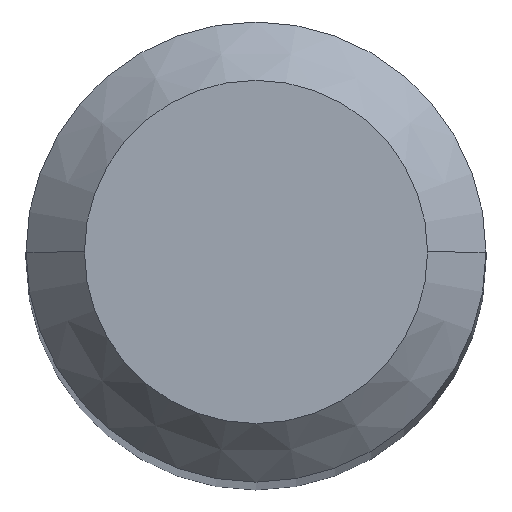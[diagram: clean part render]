
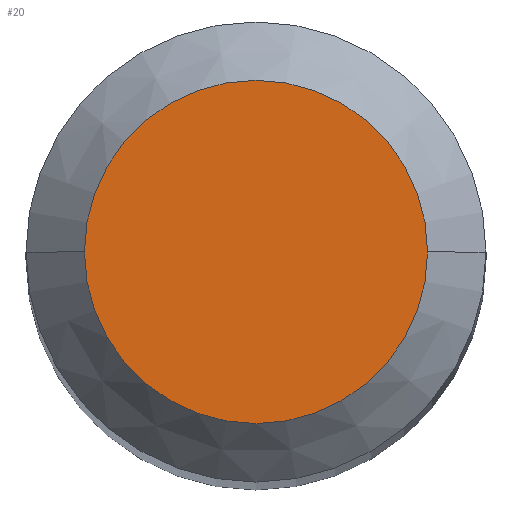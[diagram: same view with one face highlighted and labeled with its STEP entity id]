
A CAD part, top view. The second image highlights one B-rep face of the part: STEP entity #20.
In plain terms, the highlighted planar face has unit normal (0, 0, 1).
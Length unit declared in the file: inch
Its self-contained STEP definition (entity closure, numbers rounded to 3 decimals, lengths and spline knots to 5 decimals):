
#10 = EDGE_CURVE ( 'NONE', #60, #313, #349, .T. ) ;
#16 = ORIENTED_EDGE ( 'NONE', *, *, #10, .T. ) ;
#17 = ORIENTED_EDGE ( 'NONE', *, *, #119, .T. ) ;
#20 = ADVANCED_FACE ( 'NONE', ( #244 ), #352, .F. ) ;
#26 = CARTESIAN_POINT ( 'NONE',  ( -0.04405, 0., 0. ) ) ;
#35 = DIRECTION ( 'NONE',  ( 1., 0., 0. ) ) ;
#60 = VERTEX_POINT ( 'NONE', #422 ) ;
#103 = DIRECTION ( 'NONE',  ( 0., 0., 1. ) ) ;
#119 = EDGE_CURVE ( 'NONE', #313, #60, #137, .T. ) ;
#133 = DIRECTION ( 'NONE',  ( -1., 0., 0. ) ) ;
#137 = CIRCLE ( 'NONE', #281, 0.04405 ) ;
#215 = CARTESIAN_POINT ( 'NONE',  ( 0., 0.04405, 0. ) ) ;
#244 = FACE_OUTER_BOUND ( 'NONE', #355, .T. ) ;
#251 = DIRECTION ( 'NONE',  ( 0., 0., 1. ) ) ;
#281 = AXIS2_PLACEMENT_3D ( 'NONE', #364, #251, #394 ) ;
#313 = VERTEX_POINT ( 'NONE', #26 ) ;
#318 = DIRECTION ( 'NONE',  ( 0., 0., -1. ) ) ;
#320 = AXIS2_PLACEMENT_3D ( 'NONE', #421, #103, #35 ) ;
#349 = CIRCLE ( 'NONE', #320, 0.04405 ) ;
#352 = PLANE ( 'NONE',  #434 ) ;
#355 = EDGE_LOOP ( 'NONE', ( #17, #16 ) ) ;
#364 = CARTESIAN_POINT ( 'NONE',  ( 0., 0., 0. ) ) ;
#394 = DIRECTION ( 'NONE',  ( 1., 0., 0. ) ) ;
#421 = CARTESIAN_POINT ( 'NONE',  ( 0., 0., 0. ) ) ;
#422 = CARTESIAN_POINT ( 'NONE',  ( 0.04405, 0., 0. ) ) ;
#434 = AXIS2_PLACEMENT_3D ( 'NONE', #215, #318, #133 ) ;
